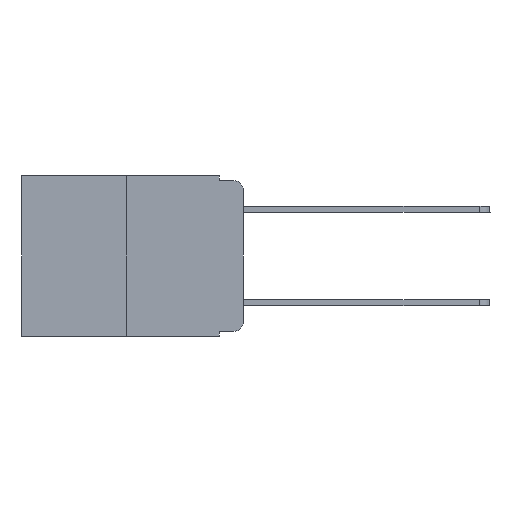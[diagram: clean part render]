
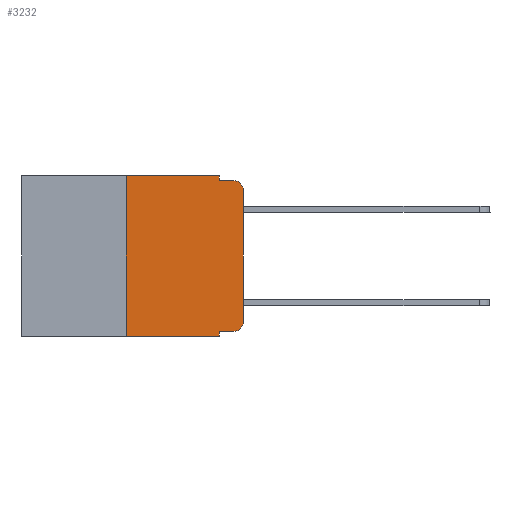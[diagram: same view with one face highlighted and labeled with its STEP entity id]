
A CAD part, left-side view. The second image highlights one B-rep face of the part: STEP entity #3232.
In plain terms, the highlighted planar face has unit normal (-1, 0, 0).
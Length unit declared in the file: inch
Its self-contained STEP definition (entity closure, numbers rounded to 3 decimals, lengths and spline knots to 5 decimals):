
#53 = CARTESIAN_POINT ( 'NONE',  ( 0., 0.02, -0.01 ) ) ;
#283 = CARTESIAN_POINT ( 'NONE',  ( 0., 0.25, 0. ) ) ;
#586 = VECTOR ( 'NONE', #11540, 39.37008 ) ;
#644 = DIRECTION ( 'NONE',  ( 0., -1., 0. ) ) ;
#792 = CARTESIAN_POINT ( 'NONE',  ( 0., 0., 0. ) ) ;
#1094 = LINE ( 'NONE', #1498, #5095 ) ;
#1096 = EDGE_CURVE ( 'NONE', #9712, #15184, #1094, .T. ) ;
#1195 = EDGE_CURVE ( 'NONE', #10733, #15184, #14115, .T. ) ;
#1497 = VERTEX_POINT ( 'NONE', #2424 ) ;
#1498 = CARTESIAN_POINT ( 'NONE',  ( 0., 0.051, -0.01 ) ) ;
#1660 = ORIENTED_EDGE ( 'NONE', *, *, #2106, .T. ) ;
#1978 = LINE ( 'NONE', #14961, #6567 ) ;
#2056 = VERTEX_POINT ( 'NONE', #2456 ) ;
#2106 = EDGE_CURVE ( 'NONE', #1497, #10062, #14284, .T. ) ;
#2120 = CARTESIAN_POINT ( 'NONE',  ( 0., 0.051, -0.343 ) ) ;
#2323 = LINE ( 'NONE', #13769, #12649 ) ;
#2424 = CARTESIAN_POINT ( 'NONE',  ( 0., 0.02, -0.333 ) ) ;
#2456 = CARTESIAN_POINT ( 'NONE',  ( 0., 0.25, 0. ) ) ;
#2879 = VECTOR ( 'NONE', #10295, 39.37008 ) ;
#2989 = CARTESIAN_POINT ( 'NONE',  ( 0., 0., -0.313 ) ) ;
#3048 = ORIENTED_EDGE ( 'NONE', *, *, #3167, .F. ) ;
#3059 = DIRECTION ( 'NONE',  ( 0., -1., 0. ) ) ;
#3167 = EDGE_CURVE ( 'NONE', #11273, #11879, #13418, .T. ) ;
#3232 = ADVANCED_FACE ( 'NONE', ( #10739 ), #15377, .F. ) ;
#3426 = EDGE_CURVE ( 'NONE', #4549, #9712, #4215, .T. ) ;
#3578 = CARTESIAN_POINT ( 'NONE',  ( 0., 0.051, -0.333 ) ) ;
#3580 = EDGE_CURVE ( 'NONE', #11273, #1497, #2323, .T. ) ;
#3805 = DIRECTION ( 'NONE',  ( 0., 0., -1. ) ) ;
#4215 = LINE ( 'NONE', #7780, #2879 ) ;
#4322 = VECTOR ( 'NONE', #10628, 39.37008 ) ;
#4481 = EDGE_CURVE ( 'NONE', #11176, #2056, #7057, .T. ) ;
#4549 = VERTEX_POINT ( 'NONE', #5391 ) ;
#4648 = ORIENTED_EDGE ( 'NONE', *, *, #11123, .T. ) ;
#5079 = LINE ( 'NONE', #792, #4322 ) ;
#5095 = VECTOR ( 'NONE', #644, 39.37008 ) ;
#5177 = EDGE_LOOP ( 'NONE', ( #4648, #6691, #12731, #7326, #12563, #6253, #6508, #3048, #8306, #1660 ) ) ;
#5391 = CARTESIAN_POINT ( 'NONE',  ( 0., 0.051, 0. ) ) ;
#6253 = ORIENTED_EDGE ( 'NONE', *, *, #4481, .F. ) ;
#6315 = DIRECTION ( 'NONE',  ( 0., -1., 0. ) ) ;
#6494 = DIRECTION ( 'NONE',  ( 0., 0., 1. ) ) ;
#6508 = ORIENTED_EDGE ( 'NONE', *, *, #11737, .T. ) ;
#6534 = CARTESIAN_POINT ( 'NONE',  ( 0., 0.051, 0. ) ) ;
#6539 = DIRECTION ( 'NONE',  ( 0., 0., -1. ) ) ;
#6567 = VECTOR ( 'NONE', #6315, 39.37008 ) ;
#6691 = ORIENTED_EDGE ( 'NONE', *, *, #1195, .T. ) ;
#6695 = DIRECTION ( 'NONE',  ( -1., 0., 0. ) ) ;
#6717 = DIRECTION ( 'NONE',  ( 0., -1., 0. ) ) ;
#7057 = LINE ( 'NONE', #283, #15709 ) ;
#7326 = ORIENTED_EDGE ( 'NONE', *, *, #3426, .F. ) ;
#7493 = AXIS2_PLACEMENT_3D ( 'NONE', #13314, #14669, #13264 ) ;
#7780 = CARTESIAN_POINT ( 'NONE',  ( 0., 0.051, 0. ) ) ;
#8108 = VECTOR ( 'NONE', #6717, 39.37008 ) ;
#8306 = ORIENTED_EDGE ( 'NONE', *, *, #3580, .T. ) ;
#9032 = CARTESIAN_POINT ( 'NONE',  ( 0., 0.02, -0.03 ) ) ;
#9164 = CARTESIAN_POINT ( 'NONE',  ( 0., 0.473, -0.343 ) ) ;
#9340 = CARTESIAN_POINT ( 'NONE',  ( 0., 0.25, -0.343 ) ) ;
#9712 = VERTEX_POINT ( 'NONE', #15313 ) ;
#10062 = VERTEX_POINT ( 'NONE', #2989 ) ;
#10295 = DIRECTION ( 'NONE',  ( 0., 0., -1. ) ) ;
#10628 = DIRECTION ( 'NONE',  ( 0., 0., 1. ) ) ;
#10718 = DIRECTION ( 'NONE',  ( 1., 0., 0. ) ) ;
#10733 = VERTEX_POINT ( 'NONE', #10858 ) ;
#10739 = FACE_OUTER_BOUND ( 'NONE', #5177, .T. ) ;
#10858 = CARTESIAN_POINT ( 'NONE',  ( 0., 0., -0.03 ) ) ;
#11123 = EDGE_CURVE ( 'NONE', #10062, #10733, #5079, .T. ) ;
#11176 = VERTEX_POINT ( 'NONE', #9340 ) ;
#11273 = VERTEX_POINT ( 'NONE', #3578 ) ;
#11479 = AXIS2_PLACEMENT_3D ( 'NONE', #9032, #6695, #6539 ) ;
#11500 = AXIS2_PLACEMENT_3D ( 'NONE', #14391, #10718, #3805 ) ;
#11540 = DIRECTION ( 'NONE',  ( 0., 0., -1. ) ) ;
#11737 = EDGE_CURVE ( 'NONE', #11176, #11879, #11761, .T. ) ;
#11761 = LINE ( 'NONE', #9164, #8108 ) ;
#11879 = VERTEX_POINT ( 'NONE', #2120 ) ;
#12563 = ORIENTED_EDGE ( 'NONE', *, *, #12715, .F. ) ;
#12649 = VECTOR ( 'NONE', #3059, 39.37008 ) ;
#12715 = EDGE_CURVE ( 'NONE', #2056, #4549, #1978, .T. ) ;
#12731 = ORIENTED_EDGE ( 'NONE', *, *, #1096, .F. ) ;
#13264 = DIRECTION ( 'NONE',  ( 0., 0., -1. ) ) ;
#13314 = CARTESIAN_POINT ( 'NONE',  ( 0., 0.02, -0.313 ) ) ;
#13418 = LINE ( 'NONE', #6534, #586 ) ;
#13769 = CARTESIAN_POINT ( 'NONE',  ( 0., 0.051, -0.333 ) ) ;
#14115 = CIRCLE ( 'NONE', #11479, 0.02 ) ;
#14284 = CIRCLE ( 'NONE', #7493, 0.02 ) ;
#14391 = CARTESIAN_POINT ( 'NONE',  ( 0., 0.473, 0. ) ) ;
#14669 = DIRECTION ( 'NONE',  ( -1., 0., 0. ) ) ;
#14961 = CARTESIAN_POINT ( 'NONE',  ( 0., 0.473, 0. ) ) ;
#15184 = VERTEX_POINT ( 'NONE', #53 ) ;
#15313 = CARTESIAN_POINT ( 'NONE',  ( 0., 0.051, -0.01 ) ) ;
#15377 = PLANE ( 'NONE',  #11500 ) ;
#15709 = VECTOR ( 'NONE', #6494, 39.37008 ) ;
